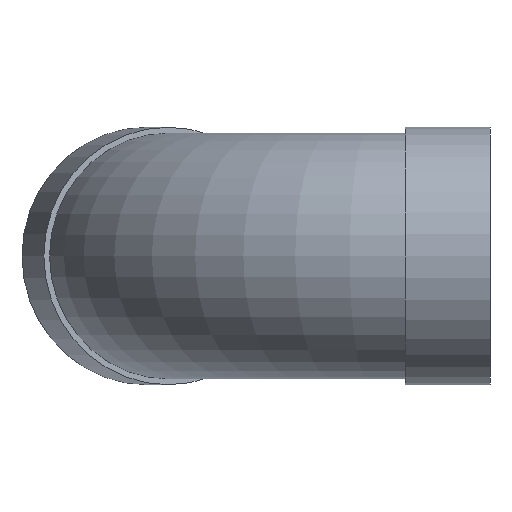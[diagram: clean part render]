
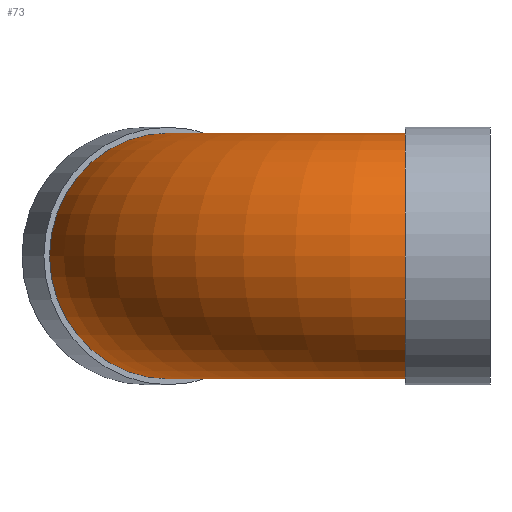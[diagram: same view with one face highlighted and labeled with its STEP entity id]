
A CAD part, left-side view. The second image highlights one B-rep face of the part: STEP entity #73.
In plain terms, the highlighted toroidal (fillet/blend) face has major radius 125 mm and minor radius 62.5 mm.
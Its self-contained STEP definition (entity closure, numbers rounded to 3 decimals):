
#73 = ADVANCED_FACE( '', ( #142, #143 ), #144, .T. );
#142 = FACE_OUTER_BOUND( '', #204, .T. );
#143 = FACE_OUTER_BOUND( '', #205, .T. );
#144 = TOROIDAL_SURFACE( '', #206, 125., 62.5 );
#204 = EDGE_LOOP( '', ( #268 ) );
#205 = EDGE_LOOP( '', ( #269 ) );
#206 = AXIS2_PLACEMENT_3D( '', #270, #271, #272 );
#268 = ORIENTED_EDGE( '', *, *, #305, .T. );
#269 = ORIENTED_EDGE( '', *, *, #310, .F. );
#270 = CARTESIAN_POINT( '', ( 125., 43., 0. ) );
#271 = DIRECTION( '', ( 0., 0., -1. ) );
#272 = DIRECTION( '', ( -1., 0., 0. ) );
#305 = EDGE_CURVE( '', #333, #333, #334, .T. );
#310 = EDGE_CURVE( '', #341, #341, #342, .T. );
#333 = VERTEX_POINT( '', #369 );
#334 = CIRCLE( '', #370, 62.5 );
#341 = VERTEX_POINT( '', #377 );
#342 = CIRCLE( '', #378, 62.5 );
#369 = CARTESIAN_POINT( '', ( 62.5, 43., 0. ) );
#370 = AXIS2_PLACEMENT_3D( '', #406, #407, #408 );
#377 = CARTESIAN_POINT( '', ( 108.824, 103.37, 0. ) );
#378 = AXIS2_PLACEMENT_3D( '', #415, #416, #417 );
#406 = CARTESIAN_POINT( '', ( 0., 43., 0. ) );
#407 = DIRECTION( '', ( 0., 1., 0. ) );
#408 = DIRECTION( '', ( 1., 0., 0. ) );
#415 = CARTESIAN_POINT( '', ( 92.648, 163.741, 0. ) );
#416 = DIRECTION( '', ( 0.966, 0.259, 0. ) );
#417 = DIRECTION( '', ( 0.259, -0.966, 0. ) );
